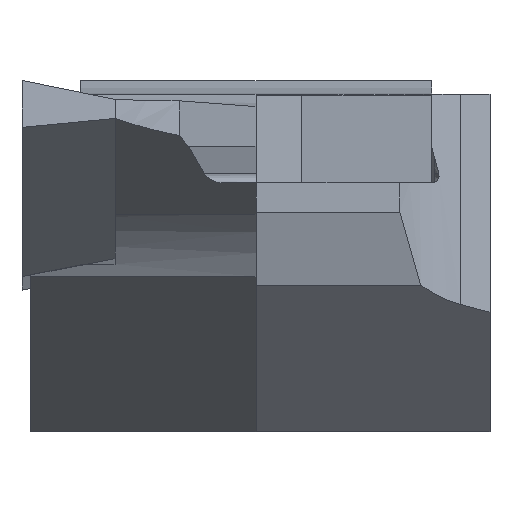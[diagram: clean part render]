
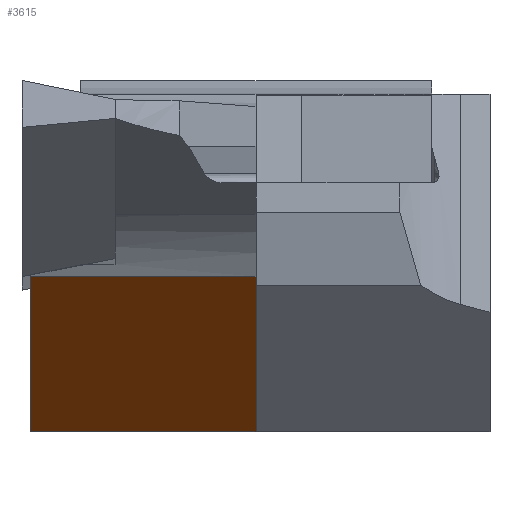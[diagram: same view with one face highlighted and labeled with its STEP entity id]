
A CAD part, left-side view. The second image highlights one B-rep face of the part: STEP entity #3615.
In plain terms, the highlighted planar face has unit normal (-0.616, 0, -0.788).
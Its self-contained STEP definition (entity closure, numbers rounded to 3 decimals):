
#167 = CARTESIAN_POINT ( 'NONE',  ( -93.444, 7.7, -0.702 ) ) ;
#217 = AXIS2_PLACEMENT_3D ( 'NONE', #2546, #3640, #2340 ) ;
#259 = EDGE_LOOP ( 'NONE', ( #293, #3650, #1226, #943 ) ) ;
#293 = ORIENTED_EDGE ( 'NONE', *, *, #1703, .F. ) ;
#341 = VERTEX_POINT ( 'NONE', #3512 ) ;
#342 = CARTESIAN_POINT ( 'NONE',  ( -93.444, 7.7, -0.702 ) ) ;
#387 = DIRECTION ( 'NONE',  ( 0., 1., 0. ) ) ;
#645 = CARTESIAN_POINT ( 'NONE',  ( -86.663, -178.549, -6. ) ) ;
#870 = CARTESIAN_POINT ( 'NONE',  ( -93.444, 0., -0.702 ) ) ;
#943 = ORIENTED_EDGE ( 'NONE', *, *, #1454, .T. ) ;
#981 = CARTESIAN_POINT ( 'NONE',  ( -86.663, 0., -6. ) ) ;
#1226 = ORIENTED_EDGE ( 'NONE', *, *, #2459, .T. ) ;
#1380 = DIRECTION ( 'NONE',  ( -0.788, 0., 0.616 ) ) ;
#1454 = EDGE_CURVE ( 'NONE', #3293, #1471, #2185, .T. ) ;
#1471 = VERTEX_POINT ( 'NONE', #167 ) ;
#1565 = EDGE_CURVE ( 'NONE', #2012, #341, #3635, .T. ) ;
#1703 = EDGE_CURVE ( 'NONE', #341, #1471, #3466, .T. ) ;
#2012 = VERTEX_POINT ( 'NONE', #981 ) ;
#2185 = LINE ( 'NONE', #3246, #3486 ) ;
#2193 = VECTOR ( 'NONE', #2772, 1000. ) ;
#2340 = DIRECTION ( 'NONE',  ( 0.788, 0., -0.616 ) ) ;
#2442 = CARTESIAN_POINT ( 'NONE',  ( -93.444, 0., -0.702 ) ) ;
#2459 = EDGE_CURVE ( 'NONE', #2012, #3293, #3608, .T. ) ;
#2546 = CARTESIAN_POINT ( 'NONE',  ( -93.444, -178.549, -0.702 ) ) ;
#2772 = DIRECTION ( 'NONE',  ( -0.788, 0., 0.616 ) ) ;
#2878 = PLANE ( 'NONE',  #217 ) ;
#3246 = CARTESIAN_POINT ( 'NONE',  ( -93.444, -178.549, -0.702 ) ) ;
#3293 = VERTEX_POINT ( 'NONE', #2442 ) ;
#3327 = FACE_OUTER_BOUND ( 'NONE', #259, .T. ) ;
#3398 = VECTOR ( 'NONE', #1380, 1000. ) ;
#3407 = DIRECTION ( 'NONE',  ( 0., 1., 0. ) ) ;
#3466 = LINE ( 'NONE', #342, #3398 ) ;
#3486 = VECTOR ( 'NONE', #3407, 1000. ) ;
#3512 = CARTESIAN_POINT ( 'NONE',  ( -86.663, 7.7, -6. ) ) ;
#3608 = LINE ( 'NONE', #870, #2193 ) ;
#3615 = ADVANCED_FACE ( 'NONE', ( #3327 ), #2878, .F. ) ;
#3626 = VECTOR ( 'NONE', #387, 1000. ) ;
#3635 = LINE ( 'NONE', #645, #3626 ) ;
#3640 = DIRECTION ( 'NONE',  ( 0.616, 0., 0.788 ) ) ;
#3650 = ORIENTED_EDGE ( 'NONE', *, *, #1565, .F. ) ;
